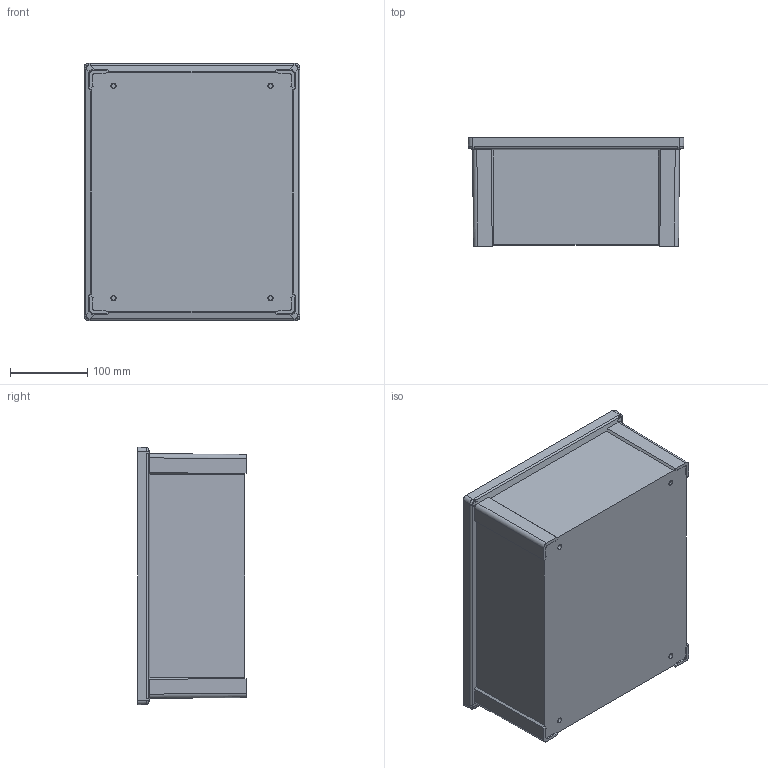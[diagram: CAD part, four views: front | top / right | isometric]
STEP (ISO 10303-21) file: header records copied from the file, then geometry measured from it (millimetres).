
FILE_DESCRIPTION (( 'STEP AP214' ), '1' );
FILE_NAME ('12x10_screw_base.STEP', '2016-05-12T05:36:54', ( '' ), ( '' ), 'SwSTEP 2.0', 'SolidWorks 2015', '' );
FILE_SCHEMA (( 'AUTOMOTIVE_DESIGN' ));
Length unit declared in the file: millimetre
Products named in the file (1): 12x10_screw_base
Bounding box: 278.93 x 140.5 x 332.53 mm (x, y, z)
Volume: 1002019.2 mm3; surface area: 516069.3 mm2
Topology: 6 solids, 14 shells, 463 faces, 1219 edges, 794 vertices
Faces by surface type: plane 296, cylinder 92, cone 55, bspline 20
Entity records: 15302 total; most frequent: CARTESIAN_POINT 4093, ORIENTED_EDGE 2422, DIRECTION 2187, EDGE_CURVE 1211, VECTOR 797, LINE 797, VERTEX_POINT 794, AXIS2_PLACEMENT_3D 695
